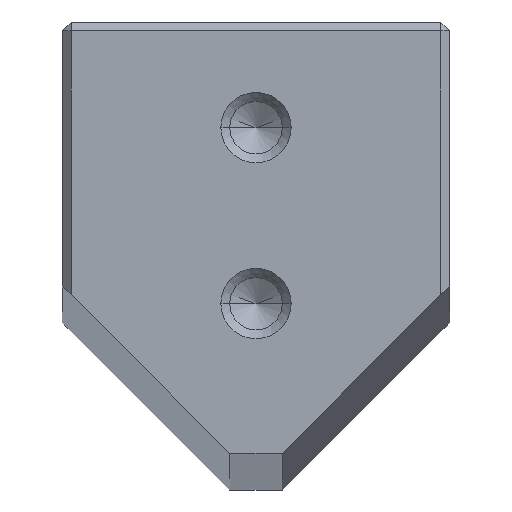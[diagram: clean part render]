
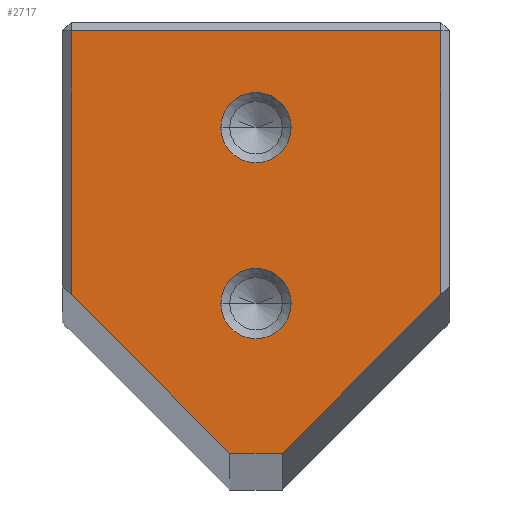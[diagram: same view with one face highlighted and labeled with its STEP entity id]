
A CAD part, top view. The second image highlights one B-rep face of the part: STEP entity #2717.
In plain terms, the highlighted planar face has unit normal (0, 0, 1).
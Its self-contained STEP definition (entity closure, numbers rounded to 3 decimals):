
#2717=ADVANCED_FACE('',(#3761,#3762,#3763),#3086,.T.);
#3086=PLANE('',#10274);
#3341=CIRCLE('',#10049,2.);
#3343=CIRCLE('',#10052,2.);
#3492=CIRCLE('',#10272,2.);
#3493=CIRCLE('',#10273,2.);
#3761=FACE_BOUND('',#3933,.T.);
#3762=FACE_BOUND('',#3934,.T.);
#3763=FACE_BOUND('',#3935,.T.);
#3933=EDGE_LOOP('',(#4973,#4974));
#3934=EDGE_LOOP('',(#4975,#4976));
#3935=EDGE_LOOP('',(#4977,#4978,#4979,#4980,#4981,#4982));
#4973=ORIENTED_EDGE('',*,*,#7643,.T.);
#4974=ORIENTED_EDGE('',*,*,#7920,.T.);
#4975=ORIENTED_EDGE('',*,*,#7639,.T.);
#4976=ORIENTED_EDGE('',*,*,#7921,.T.);
#4977=ORIENTED_EDGE('',*,*,#7893,.T.);
#4978=ORIENTED_EDGE('',*,*,#7922,.T.);
#4979=ORIENTED_EDGE('',*,*,#7923,.T.);
#4980=ORIENTED_EDGE('',*,*,#7924,.T.);
#4981=ORIENTED_EDGE('',*,*,#7899,.T.);
#4982=ORIENTED_EDGE('',*,*,#7895,.T.);
#6879=VERTEX_POINT('',#13254);
#6880=VERTEX_POINT('',#13256);
#6883=VERTEX_POINT('',#13263);
#6884=VERTEX_POINT('',#13265);
#7065=VERTEX_POINT('',#13761);
#7066=VERTEX_POINT('',#13763);
#7067=VERTEX_POINT('',#13767);
#7070=VERTEX_POINT('',#13775);
#7077=VERTEX_POINT('',#13808);
#7078=VERTEX_POINT('',#13810);
#7639=EDGE_CURVE('',#6880,#6879,#3341,.T.);
#7643=EDGE_CURVE('',#6884,#6883,#3343,.T.);
#7893=EDGE_CURVE('',#7066,#7065,#8793,.T.);
#7895=EDGE_CURVE('',#7067,#7066,#8795,.T.);
#7899=EDGE_CURVE('',#7070,#7067,#8799,.T.);
#7920=EDGE_CURVE('',#6883,#6884,#3492,.T.);
#7921=EDGE_CURVE('',#6879,#6880,#3493,.T.);
#7922=EDGE_CURVE('',#7065,#7077,#8808,.T.);
#7923=EDGE_CURVE('',#7077,#7078,#8809,.T.);
#7924=EDGE_CURVE('',#7078,#7070,#8810,.T.);
#8793=LINE('',#13762,#9543);
#8795=LINE('',#13766,#9545);
#8799=LINE('',#13774,#9549);
#8808=LINE('',#13807,#9558);
#8809=LINE('',#13809,#9559);
#8810=LINE('',#13811,#9560);
#9543=VECTOR('',#11351,1.);
#9545=VECTOR('',#11355,1.);
#9549=VECTOR('',#11361,1.);
#9558=VECTOR('',#11404,1.);
#9559=VECTOR('',#11405,1.);
#9560=VECTOR('',#11406,1.);
#10049=AXIS2_PLACEMENT_3D('',#13255,#10824,#10825);
#10052=AXIS2_PLACEMENT_3D('',#13264,#10832,#10833);
#10272=AXIS2_PLACEMENT_3D('',#13805,#11400,#11401);
#10273=AXIS2_PLACEMENT_3D('',#13806,#11402,#11403);
#10274=AXIS2_PLACEMENT_3D('',#13812,#11407,#11408);
#10824=DIRECTION('',(0.,0.,-1.));
#10825=DIRECTION('',(1.,0.,0.));
#10832=DIRECTION('',(0.,0.,-1.));
#10833=DIRECTION('',(1.,0.,0.));
#11351=DIRECTION('',(0.707,0.707,0.));
#11355=DIRECTION('',(1.,0.,0.));
#11361=DIRECTION('',(0.707,-0.707,0.));
#11400=DIRECTION('',(0.,0.,-1.));
#11401=DIRECTION('',(1.,0.,0.));
#11402=DIRECTION('',(0.,0.,-1.));
#11403=DIRECTION('',(1.,0.,0.));
#11404=DIRECTION('',(0.,1.,0.));
#11405=DIRECTION('',(-1.,0.,0.));
#11406=DIRECTION('',(0.,-1.,0.));
#11407=DIRECTION('',(0.,0.,1.));
#11408=DIRECTION('',(1.,0.,0.));
#13254=CARTESIAN_POINT('',(-2.,38.,0.));
#13255=CARTESIAN_POINT('',(0.,38.,0.));
#13256=CARTESIAN_POINT('',(2.,38.,0.));
#13263=CARTESIAN_POINT('',(-2.,28.,0.));
#13264=CARTESIAN_POINT('',(0.,28.,0.));
#13265=CARTESIAN_POINT('',(2.,28.,0.));
#13761=CARTESIAN_POINT('',(10.5,28.5,0.));
#13762=CARTESIAN_POINT('',(1.5,19.5,0.));
#13763=CARTESIAN_POINT('',(1.5,19.5,0.));
#13766=CARTESIAN_POINT('',(-1.5,19.5,0.));
#13767=CARTESIAN_POINT('',(-1.5,19.5,0.));
#13774=CARTESIAN_POINT('',(-1.5,19.5,0.));
#13775=CARTESIAN_POINT('',(-10.5,28.5,0.));
#13805=CARTESIAN_POINT('',(0.,28.,0.));
#13806=CARTESIAN_POINT('',(0.,38.,0.));
#13807=CARTESIAN_POINT('',(10.5,18.,0.));
#13808=CARTESIAN_POINT('',(10.5,43.5,0.));
#13809=CARTESIAN_POINT('',(0.,43.5,0.));
#13810=CARTESIAN_POINT('',(-10.5,43.5,0.));
#13811=CARTESIAN_POINT('',(-10.5,18.,0.));
#13812=CARTESIAN_POINT('',(0.,18.,0.));
